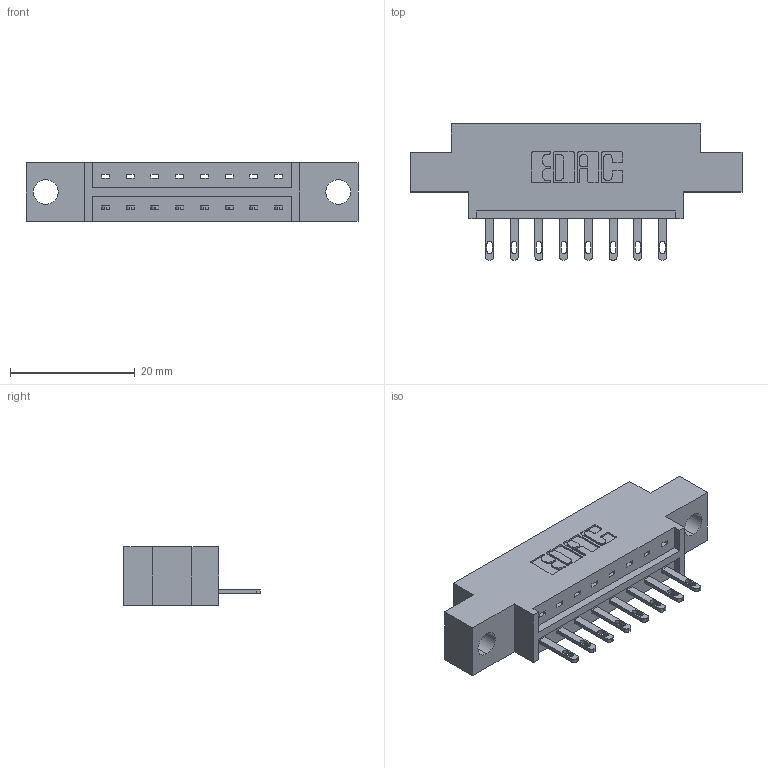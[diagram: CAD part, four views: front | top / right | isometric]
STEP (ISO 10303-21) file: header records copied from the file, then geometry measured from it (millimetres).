
FILE_DESCRIPTION (( 'STEP AP203' ), '1' );
FILE_NAME ('333-008-500-604.STEP', '2018-07-31T21:53:00', ( '' ), ( '' ), 'SwSTEP 2.0', 'SolidWorks 2016', '' );
FILE_SCHEMA (( 'CONFIG_CONTROL_DESIGN' ));
Length unit declared in the file: inch
Products named in the file (3): 333 Part_Offset - .156 Dia - TH; 345-292-001_345-293-100; 333-008-500-604
Assembly tree (9 placements, depth 2):
  333-008-500-604
    333 Part_Offset - .156 Dia - TH
    345-292-001_345-293-100  x8
Bounding box: 53.24 x 21.85 x 9.4 mm (x, y, z)
Volume: 4754.2 mm3; surface area: 4934.2 mm2
Topology: 9 solids, 9 shells, 550 faces, 1667 edges, 1110 vertices
Faces by surface type: plane 362, cylinder 188
Entity records: 9353 total; most frequent: CARTESIAN_POINT 1626, ORIENTED_EDGE 1570, DIRECTION 1441, EDGE_CURVE 785, VECTOR 653, LINE 653, VERTEX_POINT 522, AXIS2_PLACEMENT_3D 394
